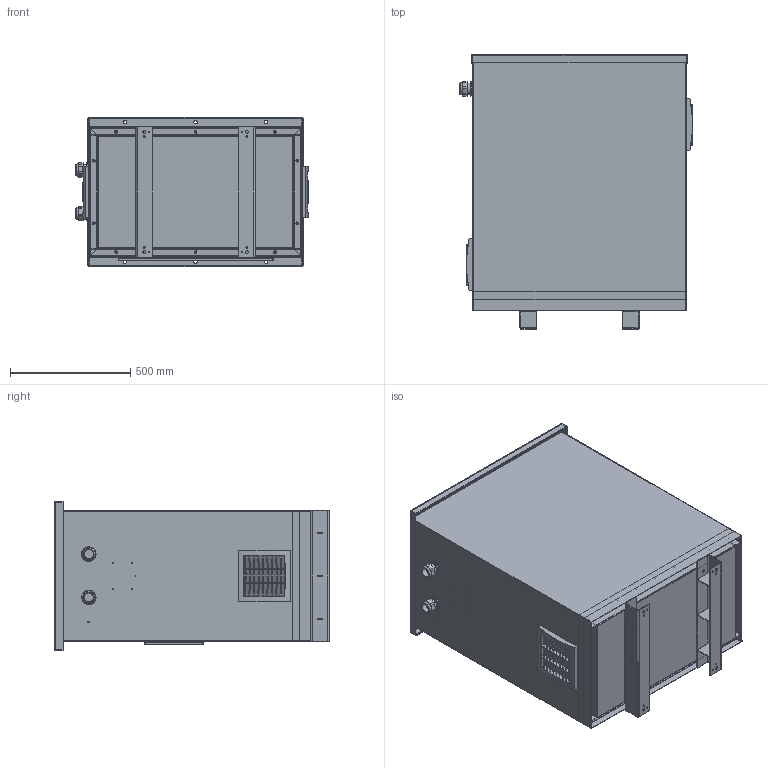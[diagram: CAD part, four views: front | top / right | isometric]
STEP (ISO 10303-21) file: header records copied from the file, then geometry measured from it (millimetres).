
FILE_DESCRIPTION(/* description */ (''),/* implementation_level */ '2;1');
FILE_NAME(/* name */ 'CAJ90-100C54.stp',/* time_stamp */ '2023-12-19T08:44:38+01:00',/* author */ ('ops'),/* organization */ (''),/* preprocessor_version */ 'ST-DEVELOPER v16.13',/* originating_system */ 'Autodesk Inventor 2018',/* authorisation */ '');
FILE_SCHEMA (('AUTOMOTIVE_DESIGN { 1 0 10303 214 3 1 1 }'));
Products named in the file (1): CAJ90-100C54
Bounding box: 967.5 x 1142 x 621 mm (x, y, z)
Volume: 83485193 mm3; surface area: 13263040.7 mm2
Topology: 43 solids, 48 shells, 4591 faces, 13382 edges, 8800 vertices
Faces by surface type: plane 2946, cylinder 1268, bspline 232, cone 67, sphere 40, torus 38
Full cylindrical faces by diameter (mm): 0.36 x1, 0.7 x5, 1.27 x4, 1.5 x1, 1.8 x1, 3 x2, 3.5 x5, 3.81 x10, 4.2 x2, 5 x2, 6 x18, 6.647 x10, 7 x30, 8 x13, 9 x2, 10 x10, 10.2 x10, 11 x4, 12 x13, 13 x4, 14 x16, 21.336 x1, 23 x1, 23.2 x1, 35 x2, 37.5 x2, 42.5 x2, 43.5 x2, 47 x6, 47.6 x1
Entity records: 163053 total; most frequent: CARTESIAN_POINT 37732, ORIENTED_EDGE 25378, DIRECTION 24116, EDGE_CURVE 13096, LINE 9222, VECTOR 9222, VERTEX_POINT 8766, AXIS2_PLACEMENT_3D 7447
